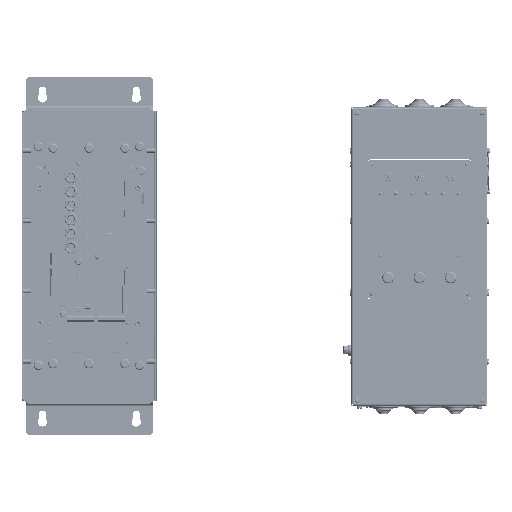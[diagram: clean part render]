
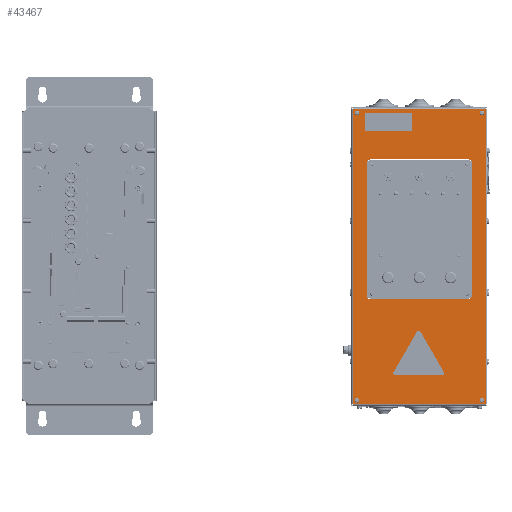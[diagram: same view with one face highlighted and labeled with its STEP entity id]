
A CAD part, top view. The second image highlights one B-rep face of the part: STEP entity #43467.
In plain terms, the highlighted planar face has unit normal (0, -0.003, 1).
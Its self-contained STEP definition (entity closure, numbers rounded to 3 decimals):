
#43467=ADVANCED_FACE('',(#70355,#70357,#70359,#70361,#70363,#70365),#70367,.T.);
#70355=FACE_BOUND('',#70356,.T.);
#70356=EDGE_LOOP('',(#120095,#120096,#120097,#120098));
#70357=FACE_BOUND('',#70358,.T.);
#70358=EDGE_LOOP('',(#120099,#120100,#120101,#120102,#120103,#120104,#120105,#120106));
#70359=FACE_BOUND('',#70360,.T.);
#70360=EDGE_LOOP('',(#120107));
#70361=FACE_BOUND('',#70362,.T.);
#70362=EDGE_LOOP('',(#120108));
#70363=FACE_BOUND('',#70364,.T.);
#70364=EDGE_LOOP('',(#120109));
#70365=FACE_BOUND('',#70366,.T.);
#70366=EDGE_LOOP('',(#120110));
#70367=PLANE('',#70368);
#70368=AXIS2_PLACEMENT_3D('',#70369,#70370,#70371);
#70369=CARTESIAN_POINT('',(141.503,240.275,278.235));
#70370=DIRECTION('',(0.,-0.003,1.));
#70371=DIRECTION('',(1.,0.,0.));
#120095=ORIENTED_EDGE('',*,*,#146461,.T.);
#120096=ORIENTED_EDGE('',*,*,#146462,.T.);
#120097=ORIENTED_EDGE('',*,*,#146463,.T.);
#120098=ORIENTED_EDGE('',*,*,#146464,.T.);
#120099=ORIENTED_EDGE('',*,*,#146405,.T.);
#120100=ORIENTED_EDGE('',*,*,#146420,.T.);
#120101=ORIENTED_EDGE('',*,*,#146418,.T.);
#120102=ORIENTED_EDGE('',*,*,#146416,.T.);
#120103=ORIENTED_EDGE('',*,*,#146414,.T.);
#120104=ORIENTED_EDGE('',*,*,#146412,.T.);
#120105=ORIENTED_EDGE('',*,*,#146410,.T.);
#120106=ORIENTED_EDGE('',*,*,#146408,.T.);
#120107=ORIENTED_EDGE('',*,*,#146404,.T.);
#120108=ORIENTED_EDGE('',*,*,#146403,.T.);
#120109=ORIENTED_EDGE('',*,*,#146402,.T.);
#120110=ORIENTED_EDGE('',*,*,#146401,.T.);
#146401=EDGE_CURVE('',#180186,#180186,#180187,.F.);
#146402=EDGE_CURVE('',#180188,#180188,#180189,.F.);
#146403=EDGE_CURVE('',#180190,#180190,#180191,.F.);
#146404=EDGE_CURVE('',#180192,#180192,#180193,.F.);
#146405=EDGE_CURVE('',#180194,#180195,#180196,.F.);
#146408=EDGE_CURVE('',#180199,#180194,#180200,.F.);
#146410=EDGE_CURVE('',#180202,#180199,#180203,.F.);
#146412=EDGE_CURVE('',#180205,#180202,#180206,.F.);
#146414=EDGE_CURVE('',#180208,#180205,#180209,.F.);
#146416=EDGE_CURVE('',#180211,#180208,#180212,.F.);
#146418=EDGE_CURVE('',#180214,#180211,#180215,.F.);
#146420=EDGE_CURVE('',#180195,#180214,#180217,.F.);
#146461=EDGE_CURVE('',#180227,#180233,#180286,.T.);
#146462=EDGE_CURVE('',#180233,#180263,#180287,.T.);
#146463=EDGE_CURVE('',#180263,#180249,#180288,.T.);
#146464=EDGE_CURVE('',#180249,#180227,#180289,.T.);
#180186=VERTEX_POINT('',#233785);
#180187=CIRCLE('',#233786,2.5);
#180188=VERTEX_POINT('',#233790);
#180189=CIRCLE('',#233791,2.5);
#180190=VERTEX_POINT('',#233795);
#180191=CIRCLE('',#233796,2.5);
#180192=VERTEX_POINT('',#233800);
#180193=CIRCLE('',#233801,2.5);
#180194=VERTEX_POINT('',#233805);
#180195=VERTEX_POINT('',#233806);
#180196=CIRCLE('',#233807,5.);
#180199=VERTEX_POINT('',#233817);
#180200=LINE('',#233818,#233819);
#180202=VERTEX_POINT('',#233824);
#180203=CIRCLE('',#233825,5.);
#180205=VERTEX_POINT('',#233832);
#180206=LINE('',#233833,#233834);
#180208=VERTEX_POINT('',#233839);
#180209=CIRCLE('',#233840,5.);
#180211=VERTEX_POINT('',#233847);
#180212=LINE('',#233848,#233849);
#180214=VERTEX_POINT('',#233854);
#180215=CIRCLE('',#233855,5.);
#180217=LINE('',#233862,#233863);
#180227=VERTEX_POINT('',#233884);
#180233=VERTEX_POINT('',#233897);
#180249=VERTEX_POINT('',#233935);
#180263=VERTEX_POINT('',#233966);
#180286=LINE('',#234021,#234022);
#180287=LINE('',#234024,#234025);
#180288=LINE('',#234027,#234028);
#180289=LINE('',#234030,#234031);
#233785=CARTESIAN_POINT('',(306.003,233.275,278.214));
#233786=AXIS2_PLACEMENT_3D('',#233787,#233788,#233789);
#233787=CARTESIAN_POINT('',(308.503,233.275,278.214));
#233788=DIRECTION('',(0.,-0.003,1.));
#233789=DIRECTION('',(1.,0.,0.));
#233790=CARTESIAN_POINT('',(146.003,233.275,278.214));
#233791=AXIS2_PLACEMENT_3D('',#233792,#233793,#233794);
#233792=CARTESIAN_POINT('',(148.503,233.275,278.214));
#233793=DIRECTION('',(0.,-0.003,1.));
#233794=DIRECTION('',(1.,0.,0.));
#233795=CARTESIAN_POINT('',(311.003,-134.724,277.1));
#233796=AXIS2_PLACEMENT_3D('',#233797,#233798,#233799);
#233797=CARTESIAN_POINT('',(308.503,-134.724,277.1));
#233798=DIRECTION('',(0.,-0.003,1.));
#233799=DIRECTION('',(1.,0.,0.));
#233800=CARTESIAN_POINT('',(151.003,-134.724,277.1));
#233801=AXIS2_PLACEMENT_3D('',#233802,#233803,#233804);
#233802=CARTESIAN_POINT('',(148.503,-134.724,277.1));
#233803=DIRECTION('',(0.,-0.003,1.));
#233804=DIRECTION('',(1.,0.,0.));
#233805=CARTESIAN_POINT('',(296.003,-0.224,277.507));
#233806=CARTESIAN_POINT('',(291.003,-5.224,277.492));
#233807=AXIS2_PLACEMENT_3D('',#233808,#233809,#233810);
#233808=CARTESIAN_POINT('',(291.003,-0.224,277.507));
#233809=DIRECTION('',(0.,-0.003,1.));
#233810=DIRECTION('',(0.,-1.,-0.003));
#233817=CARTESIAN_POINT('',(296.003,168.775,278.019));
#233818=CARTESIAN_POINT('',(296.003,-0.224,277.507));
#233819=VECTOR('',#233820,1.);
#233820=DIRECTION('',(0.,1.,0.003));
#233824=CARTESIAN_POINT('',(291.003,173.775,278.034));
#233825=AXIS2_PLACEMENT_3D('',#233826,#233827,#233828);
#233826=CARTESIAN_POINT('',(291.003,168.775,278.019));
#233827=DIRECTION('',(0.,-0.003,1.));
#233828=DIRECTION('',(1.,0.,0.));
#233832=CARTESIAN_POINT('',(166.003,173.775,278.034));
#233833=CARTESIAN_POINT('',(291.003,173.775,278.034));
#233834=VECTOR('',#233835,1.);
#233835=DIRECTION('',(-1.,0.,0.));
#233839=CARTESIAN_POINT('',(161.003,168.775,278.019));
#233840=AXIS2_PLACEMENT_3D('',#233841,#233842,#233843);
#233841=CARTESIAN_POINT('',(166.003,168.775,278.019));
#233842=DIRECTION('',(0.,-0.003,1.));
#233843=DIRECTION('',(0.,1.,0.003));
#233847=CARTESIAN_POINT('',(161.003,-0.224,277.507));
#233848=CARTESIAN_POINT('',(161.003,168.775,278.019));
#233849=VECTOR('',#233850,1.);
#233850=DIRECTION('',(0.,-1.,-0.003));
#233854=CARTESIAN_POINT('',(166.003,-5.224,277.492));
#233855=AXIS2_PLACEMENT_3D('',#233856,#233857,#233858);
#233856=CARTESIAN_POINT('',(166.003,-0.224,277.507));
#233857=DIRECTION('',(0.,-0.003,1.));
#233858=DIRECTION('',(-1.,0.,0.));
#233862=CARTESIAN_POINT('',(166.003,-5.224,277.492));
#233863=VECTOR('',#233864,1.);
#233864=DIRECTION('',(1.,0.,0.));
#233884=CARTESIAN_POINT('',(313.203,-139.424,277.086));
#233897=CARTESIAN_POINT('',(313.203,237.975,278.228));
#233935=CARTESIAN_POINT('',(143.803,-139.424,277.086));
#233966=CARTESIAN_POINT('',(143.803,237.975,278.228));
#234021=CARTESIAN_POINT('',(313.203,-139.424,277.086));
#234022=VECTOR('',#234023,1.);
#234023=DIRECTION('',(0.,1.,0.003));
#234024=CARTESIAN_POINT('',(313.203,237.975,278.228));
#234025=VECTOR('',#234026,1.);
#234026=DIRECTION('',(-1.,0.,0.));
#234027=CARTESIAN_POINT('',(143.803,237.975,278.228));
#234028=VECTOR('',#234029,1.);
#234029=DIRECTION('',(0.,-1.,-0.003));
#234030=CARTESIAN_POINT('',(143.803,-139.424,277.086));
#234031=VECTOR('',#234032,1.);
#234032=DIRECTION('',(1.,0.,0.));
